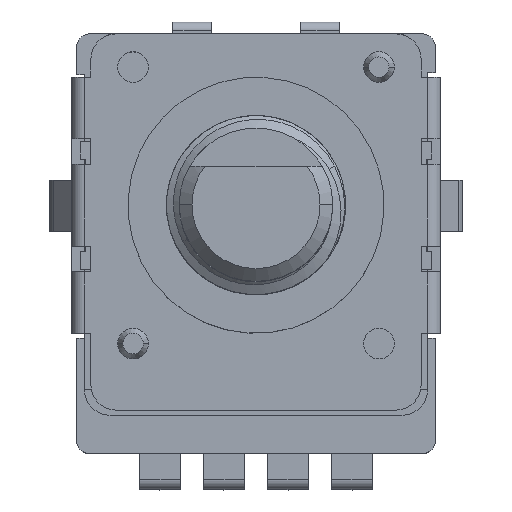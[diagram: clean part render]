
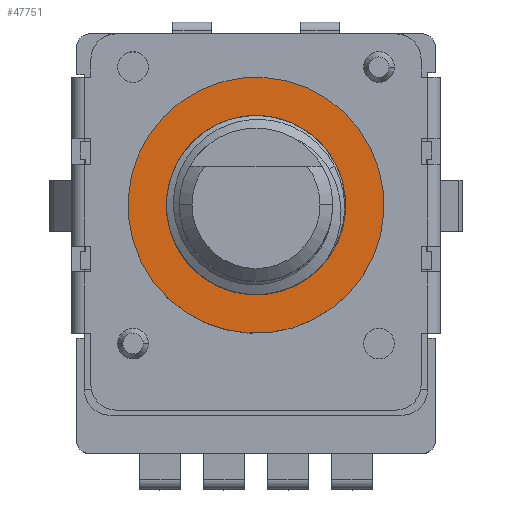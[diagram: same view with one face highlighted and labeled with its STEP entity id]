
A CAD part, top view. The second image highlights one B-rep face of the part: STEP entity #47751.
In plain terms, the highlighted face is planar.
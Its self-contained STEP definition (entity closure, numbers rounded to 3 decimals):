
#44496 = CYLINDRICAL_SURFACE('',#44497,5.);
#44497 = AXIS2_PLACEMENT_3D('',#44498,#44499,#44500);
#44498 = CARTESIAN_POINT('',(0.,0.,2.3));
#44499 = DIRECTION('',(-0.,-0.,-1.));
#44500 = DIRECTION('',(-1.,0.,0.));
#44516 = VERTEX_POINT('',#44517);
#44517 = CARTESIAN_POINT('',(5.,0.,0.));
#44531 = CYLINDRICAL_SURFACE('',#44532,5.);
#44532 = AXIS2_PLACEMENT_3D('',#44533,#44534,#44535);
#44533 = CARTESIAN_POINT('',(0.,0.,2.3));
#44534 = DIRECTION('',(-0.,-0.,-1.));
#44535 = DIRECTION('',(-1.,0.,0.));
#44543 = EDGE_CURVE('',#44516,#44544,#44546,.T.);
#44544 = VERTEX_POINT('',#44545);
#44545 = CARTESIAN_POINT('',(-5.,0.,0.));
#44546 = SURFACE_CURVE('',#44547,(#44552,#44559),.PCURVE_S1.);
#44547 = CIRCLE('',#44548,5.);
#44548 = AXIS2_PLACEMENT_3D('',#44549,#44550,#44551);
#44549 = CARTESIAN_POINT('',(0.,0.,0.));
#44550 = DIRECTION('',(0.,0.,1.));
#44551 = DIRECTION('',(1.,0.,-0.));
#44552 = PCURVE('',#44496,#44553);
#44553 = DEFINITIONAL_REPRESENTATION('',(#44554),#44558);
#44554 = LINE('',#44555,#44556);
#44555 = CARTESIAN_POINT('',(3.142,2.3));
#44556 = VECTOR('',#44557,1.);
#44557 = DIRECTION('',(-1.,0.));
#44558 = ( GEOMETRIC_REPRESENTATION_CONTEXT(2) 
PARAMETRIC_REPRESENTATION_CONTEXT() REPRESENTATION_CONTEXT('2D SPACE',''
  ) );
#44559 = PCURVE('',#44560,#44565);
#44560 = PLANE('',#44561);
#44561 = AXIS2_PLACEMENT_3D('',#44562,#44563,#44564);
#44562 = CARTESIAN_POINT('',(0.,0.,0.));
#44563 = DIRECTION('',(0.,0.,1.));
#44564 = DIRECTION('',(1.,0.,-0.));
#44565 = DEFINITIONAL_REPRESENTATION('',(#44566),#44570);
#44566 = CIRCLE('',#44567,5.);
#44567 = AXIS2_PLACEMENT_2D('',#44568,#44569);
#44568 = CARTESIAN_POINT('',(0.,0.));
#44569 = DIRECTION('',(1.,0.));
#44570 = ( GEOMETRIC_REPRESENTATION_CONTEXT(2) 
PARAMETRIC_REPRESENTATION_CONTEXT() REPRESENTATION_CONTEXT('2D SPACE',''
  ) );
#45751 = CYLINDRICAL_SURFACE('',#45752,3.5);
#45752 = AXIS2_PLACEMENT_3D('',#45753,#45754,#45755);
#45753 = CARTESIAN_POINT('',(0.,0.,-5.));
#45754 = DIRECTION('',(-0.,-0.,1.));
#45755 = DIRECTION('',(1.,0.,0.));
#45860 = CYLINDRICAL_SURFACE('',#45861,3.5);
#45861 = AXIS2_PLACEMENT_3D('',#45862,#45863,#45864);
#45862 = CARTESIAN_POINT('',(0.,0.,-5.));
#45863 = DIRECTION('',(-0.,-0.,1.));
#45864 = DIRECTION('',(1.,0.,0.));
#45902 = VERTEX_POINT('',#45903);
#45903 = CARTESIAN_POINT('',(-3.5,0.,0.));
#45924 = EDGE_CURVE('',#45902,#45925,#45927,.T.);
#45925 = VERTEX_POINT('',#45926);
#45926 = CARTESIAN_POINT('',(3.5,0.,0.));
#45927 = SURFACE_CURVE('',#45928,(#45933,#45940),.PCURVE_S1.);
#45928 = CIRCLE('',#45929,3.5);
#45929 = AXIS2_PLACEMENT_3D('',#45930,#45931,#45932);
#45930 = CARTESIAN_POINT('',(0.,0.,0.));
#45931 = DIRECTION('',(0.,0.,-1.));
#45932 = DIRECTION('',(1.,0.,0.));
#45933 = PCURVE('',#45860,#45934);
#45934 = DEFINITIONAL_REPRESENTATION('',(#45935),#45939);
#45935 = LINE('',#45936,#45937);
#45936 = CARTESIAN_POINT('',(6.283,5.));
#45937 = VECTOR('',#45938,1.);
#45938 = DIRECTION('',(-1.,0.));
#45939 = ( GEOMETRIC_REPRESENTATION_CONTEXT(2) 
PARAMETRIC_REPRESENTATION_CONTEXT() REPRESENTATION_CONTEXT('2D SPACE',''
  ) );
#45940 = PCURVE('',#44560,#45941);
#45941 = DEFINITIONAL_REPRESENTATION('',(#45942),#45950);
#45942 = ( BOUNDED_CURVE() B_SPLINE_CURVE(2,(#45943,#45944,#45945,#45946
    ,#45947,#45948,#45949),.UNSPECIFIED.,.T.,.F.) 
B_SPLINE_CURVE_WITH_KNOTS((1,2,2,2,2,1),(-2.094,0.,
    2.094,4.189,6.283,8.378),
.UNSPECIFIED.) CURVE() GEOMETRIC_REPRESENTATION_ITEM() 
RATIONAL_B_SPLINE_CURVE((1.,0.5,1.,0.5,1.,0.5,1.)) REPRESENTATION_ITEM(
  '') );
#45943 = CARTESIAN_POINT('',(3.5,0.));
#45944 = CARTESIAN_POINT('',(3.5,-6.062));
#45945 = CARTESIAN_POINT('',(-1.75,-3.031));
#45946 = CARTESIAN_POINT('',(-7.,0.));
#45947 = CARTESIAN_POINT('',(-1.75,3.031));
#45948 = CARTESIAN_POINT('',(3.5,6.062));
#45949 = CARTESIAN_POINT('',(3.5,0.));
#45950 = ( GEOMETRIC_REPRESENTATION_CONTEXT(2) 
PARAMETRIC_REPRESENTATION_CONTEXT() REPRESENTATION_CONTEXT('2D SPACE',''
  ) );
#47207 = EDGE_CURVE('',#45925,#45902,#47208,.T.);
#47208 = SURFACE_CURVE('',#47209,(#47214,#47221),.PCURVE_S1.);
#47209 = CIRCLE('',#47210,3.5);
#47210 = AXIS2_PLACEMENT_3D('',#47211,#47212,#47213);
#47211 = CARTESIAN_POINT('',(0.,0.,0.));
#47212 = DIRECTION('',(0.,0.,-1.));
#47213 = DIRECTION('',(1.,0.,0.));
#47214 = PCURVE('',#45751,#47215);
#47215 = DEFINITIONAL_REPRESENTATION('',(#47216),#47220);
#47216 = LINE('',#47217,#47218);
#47217 = CARTESIAN_POINT('',(6.283,5.));
#47218 = VECTOR('',#47219,1.);
#47219 = DIRECTION('',(-1.,0.));
#47220 = ( GEOMETRIC_REPRESENTATION_CONTEXT(2) 
PARAMETRIC_REPRESENTATION_CONTEXT() REPRESENTATION_CONTEXT('2D SPACE',''
  ) );
#47221 = PCURVE('',#44560,#47222);
#47222 = DEFINITIONAL_REPRESENTATION('',(#47223),#47231);
#47223 = ( BOUNDED_CURVE() B_SPLINE_CURVE(2,(#47224,#47225,#47226,#47227
    ,#47228,#47229,#47230),.UNSPECIFIED.,.T.,.F.) 
B_SPLINE_CURVE_WITH_KNOTS((1,2,2,2,2,1),(-2.094,0.,
    2.094,4.189,6.283,8.378),
.UNSPECIFIED.) CURVE() GEOMETRIC_REPRESENTATION_ITEM() 
RATIONAL_B_SPLINE_CURVE((1.,0.5,1.,0.5,1.,0.5,1.)) REPRESENTATION_ITEM(
  '') );
#47224 = CARTESIAN_POINT('',(3.5,0.));
#47225 = CARTESIAN_POINT('',(3.5,-6.062));
#47226 = CARTESIAN_POINT('',(-1.75,-3.031));
#47227 = CARTESIAN_POINT('',(-7.,0.));
#47228 = CARTESIAN_POINT('',(-1.75,3.031));
#47229 = CARTESIAN_POINT('',(3.5,6.062));
#47230 = CARTESIAN_POINT('',(3.5,0.));
#47231 = ( GEOMETRIC_REPRESENTATION_CONTEXT(2) 
PARAMETRIC_REPRESENTATION_CONTEXT() REPRESENTATION_CONTEXT('2D SPACE',''
  ) );
#47751 = ADVANCED_FACE('',(#47752,#47777),#44560,.F.);
#47752 = FACE_BOUND('',#47753,.T.);
#47753 = EDGE_LOOP('',(#47754,#47776));
#47754 = ORIENTED_EDGE('',*,*,#47755,.F.);
#47755 = EDGE_CURVE('',#44544,#44516,#47756,.T.);
#47756 = SURFACE_CURVE('',#47757,(#47762,#47769),.PCURVE_S1.);
#47757 = CIRCLE('',#47758,5.);
#47758 = AXIS2_PLACEMENT_3D('',#47759,#47760,#47761);
#47759 = CARTESIAN_POINT('',(0.,0.,0.));
#47760 = DIRECTION('',(0.,0.,1.));
#47761 = DIRECTION('',(1.,0.,-0.));
#47762 = PCURVE('',#44560,#47763);
#47763 = DEFINITIONAL_REPRESENTATION('',(#47764),#47768);
#47764 = CIRCLE('',#47765,5.);
#47765 = AXIS2_PLACEMENT_2D('',#47766,#47767);
#47766 = CARTESIAN_POINT('',(0.,0.));
#47767 = DIRECTION('',(1.,0.));
#47768 = ( GEOMETRIC_REPRESENTATION_CONTEXT(2) 
PARAMETRIC_REPRESENTATION_CONTEXT() REPRESENTATION_CONTEXT('2D SPACE',''
  ) );
#47769 = PCURVE('',#44531,#47770);
#47770 = DEFINITIONAL_REPRESENTATION('',(#47771),#47775);
#47771 = LINE('',#47772,#47773);
#47772 = CARTESIAN_POINT('',(9.425,2.3));
#47773 = VECTOR('',#47774,1.);
#47774 = DIRECTION('',(-1.,0.));
#47775 = ( GEOMETRIC_REPRESENTATION_CONTEXT(2) 
PARAMETRIC_REPRESENTATION_CONTEXT() REPRESENTATION_CONTEXT('2D SPACE',''
  ) );
#47776 = ORIENTED_EDGE('',*,*,#44543,.F.);
#47777 = FACE_BOUND('',#47778,.T.);
#47778 = EDGE_LOOP('',(#47779,#47780));
#47779 = ORIENTED_EDGE('',*,*,#47207,.F.);
#47780 = ORIENTED_EDGE('',*,*,#45924,.F.);
